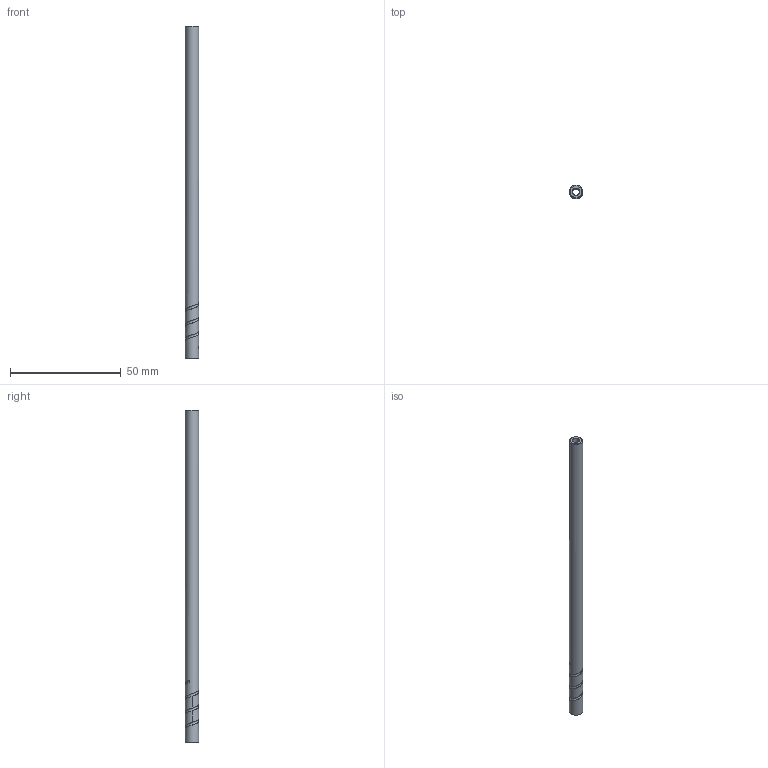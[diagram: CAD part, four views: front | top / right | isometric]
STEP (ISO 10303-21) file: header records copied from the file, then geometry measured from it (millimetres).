
FILE_DESCRIPTION (( 'STEP AP203' ), '1' );
FILE_NAME ('VS030060-150.STEP', '2013-01-10T12:10:56', ( 'Carles' ), ( '' ), 'SwSTEP 2.0', 'SolidWorks 2010', '' );
FILE_SCHEMA (( 'CONFIG_CONTROL_DESIGN' ));
Length unit declared in the file: millimetre
Products named in the file (1): VS030060-150
Bounding box: 6 x 6 x 150 mm (x, y, z)
Volume: 3046.4 mm3; surface area: 4363.2 mm2
Topology: 1 solids, 1 shells, 13 faces, 37 edges, 26 vertices
Faces by surface type: cylinder 5, bspline 5, plane 2, cone 1
Full cylindrical faces by diameter (mm): 3 x1, 3.2 x1, 6 x3
Entity records: 1719 total; most frequent: CARTESIAN_POINT 1443, ORIENTED_EDGE 46, DIRECTION 24, EDGE_CURVE 23, VERTEX_POINT 19, EDGE_LOOP 18, FACE_OUTER_BOUND 14, AXIS2_PLACEMENT_3D 12
